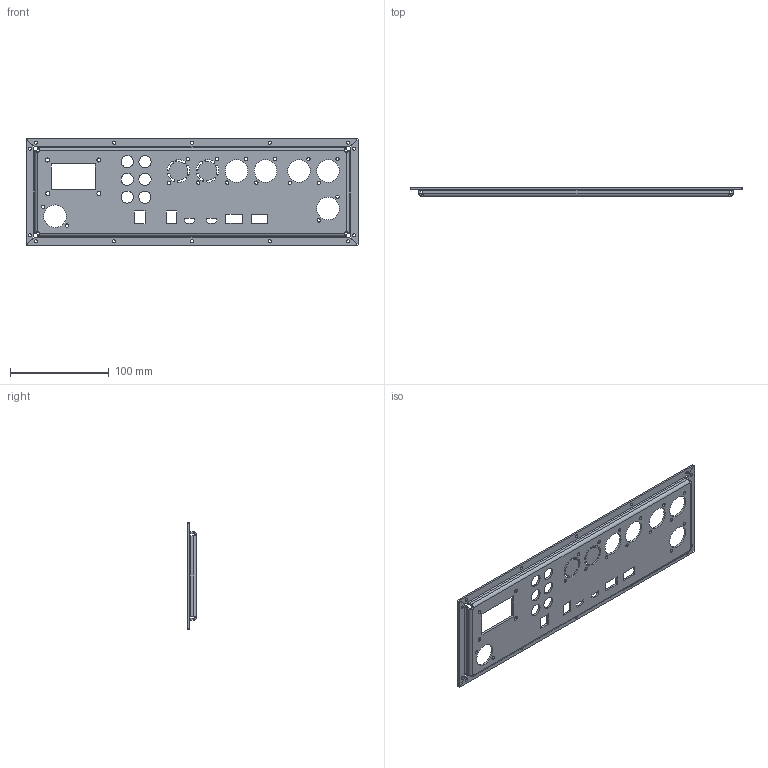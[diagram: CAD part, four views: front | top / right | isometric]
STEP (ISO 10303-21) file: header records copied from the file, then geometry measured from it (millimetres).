
FILE_DESCRIPTION(/* description */ ('Alibre Inc.'),/* implementation_level */ '2;1');
FILE_NAME(/* name */ 'export-37CF212E-49AE-4280-A92C-0B3F323C6198',/* time_stamp */ '2025-04-08T21:29:07-05:00',/* author */ (''),/* organization */ (''),/* preprocessor_version */ 'ST-DEVELOPER v17',/* originating_system */ 'Alibre',/* authorisation */ '');
FILE_SCHEMA (('CONFIG_CONTROL_DESIGN'));
Length unit declared in the file: centimetre
Bounding box: 336.99 x 9.03 x 108.02 mm (x, y, z)
Volume: 70848 mm3; surface area: 75328.3 mm2
Topology: 1 solids, 1 shells, 214 faces, 572 edges, 360 vertices
Faces by surface type: cylinder 106, plane 92, bspline 16
Full cylindrical faces by diameter (mm): 3.2 x14, 3.454 x16, 4.1 x4, 23 x6
Entity records: 7061 total; most frequent: CARTESIAN_POINT 1636, ORIENTED_EDGE 1064, DIRECTION 986, EDGE_CURVE 532, AXIS2_PLACEMENT_3D 388, EDGE_LOOP 380, FACE_BOUND 380, VERTEX_POINT 360
